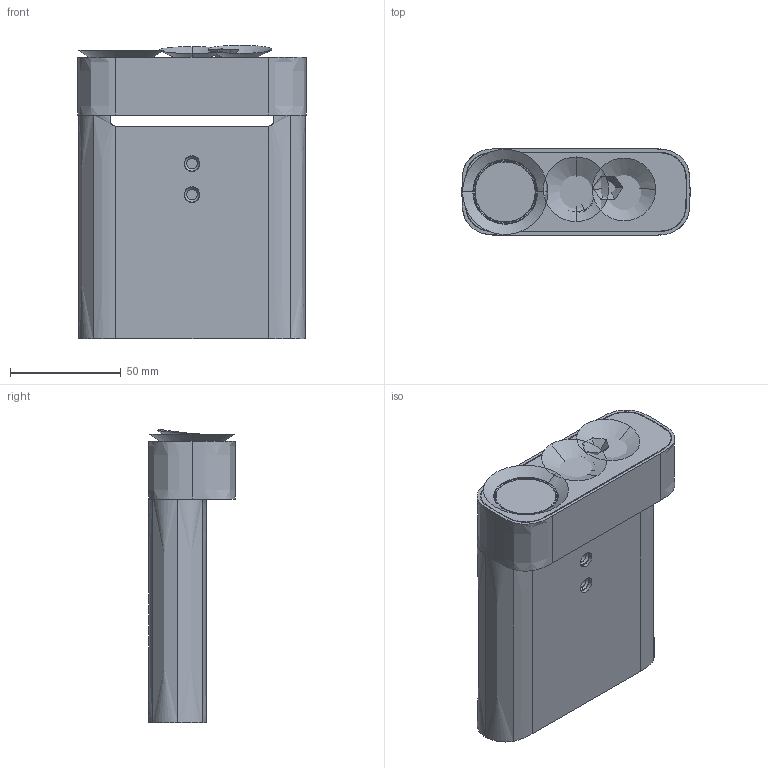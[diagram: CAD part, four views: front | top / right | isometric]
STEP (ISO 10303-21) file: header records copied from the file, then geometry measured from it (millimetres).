
FILE_DESCRIPTION((''),'2;1');
FILE_NAME('CAMERA-OP_ASM','2021-02-18T10:22:17',('yuu'),(''),'CREO PARAMETRIC BY PTC INC, 2020044','CREO PARAMETRIC BY PTC INC, 2020044','');
FILE_SCHEMA(('AUTOMOTIVE_DESIGN { 1 0 10303 214 1 1 1 1 }'));
Products named in the file (8): CAMERA-BODY; HOLDER-COVER; SCREW_F25X7_T8_1; DEPTH-CONE-WITH-SENSOR-POSITION; IR1; RGB-CONE-WITH-SENSOR-POSITION; IR2; CAMERA-OP_ASM
Assembly tree (8 placements, depth 2):
  CAMERA-OP_ASM
    CAMERA-BODY
    HOLDER-COVER
    SCREW_F25X7_T8_1  x2
    DEPTH-CONE-WITH-SENSOR-POSITION
    IR1
    RGB-CONE-WITH-SENSOR-POSITION
    IR2
Bounding box: 103 x 39 x 132.47 mm (x, y, z)
Volume: 139722.7 mm3; surface area: 128012.7 mm2
Topology: 9 solids, 13 shells, 1286 faces, 5590 edges, 4262 vertices
Faces by surface type: cone 612, cylinder 290, plane 180, bspline 140, extrusion 48, sphere 8, torus 8
Entity records: 94219 total; most frequent: CARTESIAN_POINT 48336, ORIENTED_EDGE 7318, DIRECTION 7092, EDGE_CURVE 3669, VECTOR 3024, LINE 2976, VERTEX_POINT 2429, AXIS2_PLACEMENT_3D 2025
